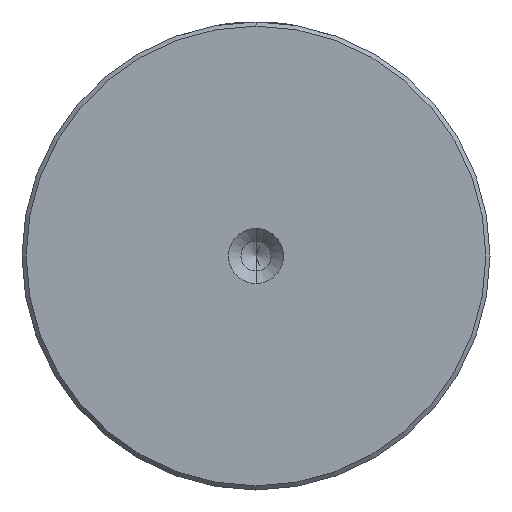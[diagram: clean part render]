
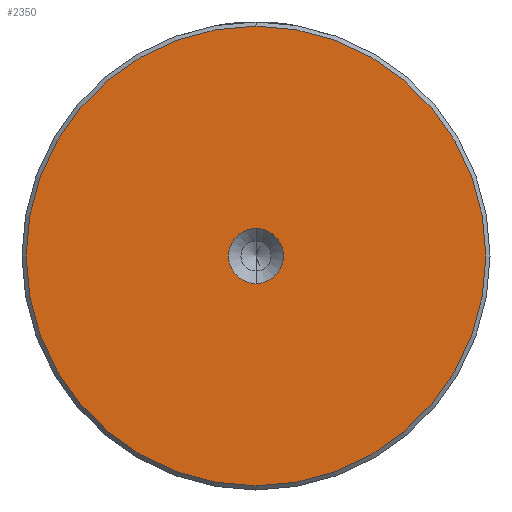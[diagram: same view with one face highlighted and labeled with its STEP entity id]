
A CAD part, left-side view. The second image highlights one B-rep face of the part: STEP entity #2350.
In plain terms, the highlighted planar face has unit normal (-1, 0, 0).
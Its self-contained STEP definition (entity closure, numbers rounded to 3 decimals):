
#15 = EDGE_CURVE ( 'NONE', #1732, #92, #2357, .T. ) ;
#17 = CIRCLE ( 'NONE', #98, 27.5 ) ;
#61 = ORIENTED_EDGE ( 'NONE', *, *, #2392, .T. ) ;
#92 = VERTEX_POINT ( 'NONE', #1387 ) ;
#98 = AXIS2_PLACEMENT_3D ( 'NONE', #1966, #851, #2157 ) ;
#146 = DIRECTION ( 'NONE',  ( 0., 0., 1. ) ) ;
#261 = AXIS2_PLACEMENT_3D ( 'NONE', #1907, #783, #2087 ) ;
#300 = VERTEX_POINT ( 'NONE', #2013 ) ;
#488 = DIRECTION ( 'NONE',  ( 0., 0., 1. ) ) ;
#526 = PLANE ( 'NONE',  #1562 ) ;
#533 = DIRECTION ( 'NONE',  ( -1., 0., 0. ) ) ;
#544 = CARTESIAN_POINT ( 'NONE',  ( 0., 0., 0. ) ) ;
#578 = AXIS2_PLACEMENT_3D ( 'NONE', #544, #533, #488 ) ;
#724 = DIRECTION ( 'NONE',  ( 0., 0., 1. ) ) ;
#783 = DIRECTION ( 'NONE',  ( -1., 0., 0. ) ) ;
#851 = DIRECTION ( 'NONE',  ( -1., 0., 0. ) ) ;
#1048 = EDGE_LOOP ( 'NONE', ( #1350, #61 ) ) ;
#1317 = DIRECTION ( 'NONE',  ( -1., 0., 0. ) ) ;
#1350 = ORIENTED_EDGE ( 'NONE', *, *, #1379, .T. ) ;
#1379 = EDGE_CURVE ( 'NONE', #300, #1790, #17, .T. ) ;
#1387 = CARTESIAN_POINT ( 'NONE',  ( 0., 0., 3.3 ) ) ;
#1448 = CIRCLE ( 'NONE', #1801, 27.5 ) ;
#1521 = FACE_OUTER_BOUND ( 'NONE', #1048, .T. ) ;
#1562 = AXIS2_PLACEMENT_3D ( 'NONE', #2012, #1849, #724 ) ;
#1696 = CIRCLE ( 'NONE', #261, 3.3 ) ;
#1706 = EDGE_LOOP ( 'NONE', ( #2230, #2258 ) ) ;
#1732 = VERTEX_POINT ( 'NONE', #2425 ) ;
#1790 = VERTEX_POINT ( 'NONE', #2479 ) ;
#1801 = AXIS2_PLACEMENT_3D ( 'NONE', #2440, #1317, #146 ) ;
#1849 = DIRECTION ( 'NONE',  ( -1., 0., 0. ) ) ;
#1907 = CARTESIAN_POINT ( 'NONE',  ( 0., 0., 0. ) ) ;
#1966 = CARTESIAN_POINT ( 'NONE',  ( 0., 0., 0. ) ) ;
#2012 = CARTESIAN_POINT ( 'NONE',  ( 0., 0., 0. ) ) ;
#2013 = CARTESIAN_POINT ( 'NONE',  ( 0., 0., -27.5 ) ) ;
#2066 = FACE_BOUND ( 'NONE', #1706, .T. ) ;
#2087 = DIRECTION ( 'NONE',  ( 0., 0., 1. ) ) ;
#2157 = DIRECTION ( 'NONE',  ( 0., 0., 1. ) ) ;
#2230 = ORIENTED_EDGE ( 'NONE', *, *, #2264, .F. ) ;
#2258 = ORIENTED_EDGE ( 'NONE', *, *, #15, .F. ) ;
#2264 = EDGE_CURVE ( 'NONE', #92, #1732, #1696, .T. ) ;
#2350 = ADVANCED_FACE ( 'NONE', ( #1521, #2066 ), #526, .T. ) ;
#2357 = CIRCLE ( 'NONE', #578, 3.3 ) ;
#2392 = EDGE_CURVE ( 'NONE', #1790, #300, #1448, .T. ) ;
#2425 = CARTESIAN_POINT ( 'NONE',  ( 0., 0., -3.3 ) ) ;
#2440 = CARTESIAN_POINT ( 'NONE',  ( 0., 0., 0. ) ) ;
#2479 = CARTESIAN_POINT ( 'NONE',  ( 0., 0., 27.5 ) ) ;
